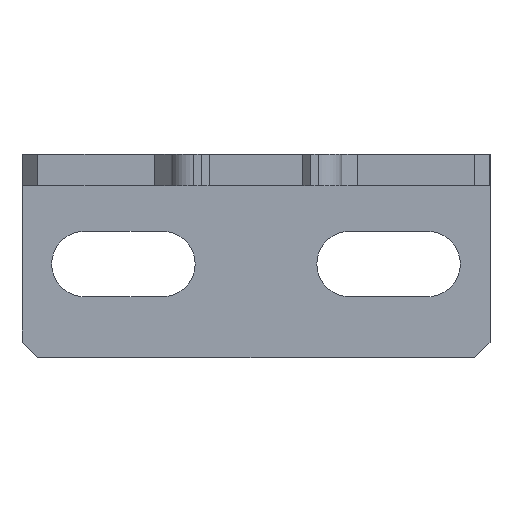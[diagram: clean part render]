
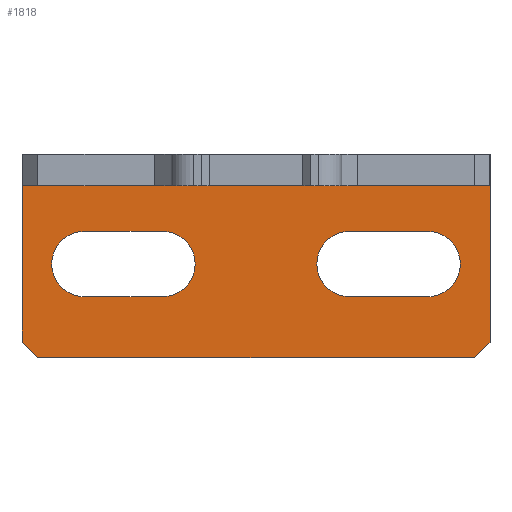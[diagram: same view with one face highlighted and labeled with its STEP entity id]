
A CAD part, front view. The second image highlights one B-rep face of the part: STEP entity #1818.
In plain terms, the highlighted planar face has unit normal (0, -1, 0).
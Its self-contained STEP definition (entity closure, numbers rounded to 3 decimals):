
#130=CARTESIAN_POINT('',(15.,32.1,0.));
#131=VERTEX_POINT('',#130);
#132=CARTESIAN_POINT('',(-15.,32.1,0.));
#133=VERTEX_POINT('',#132);
#134=CARTESIAN_POINT('',(15.,32.1,0.));
#135=DIRECTION('',(-1.0,0.0,0.0));
#136=VECTOR('',#135,30.);
#137=LINE('',#134,#136);
#138=EDGE_CURVE('',#131,#133,#137,.T.);
#1307=CARTESIAN_POINT('',(-15.,32.1,-10.03));
#1308=VERTEX_POINT('',#1307);
#1315=CARTESIAN_POINT('',(-15.,32.1,-10.03));
#1316=DIRECTION('',(0.0,0.0,1.0));
#1317=VECTOR('',#1316,10.03);
#1318=LINE('',#1315,#1317);
#1319=EDGE_CURVE('',#1308,#133,#1318,.T.);
#1457=CARTESIAN_POINT('',(6.,32.1,-2.929));
#1458=VERTEX_POINT('',#1457);
#1465=CARTESIAN_POINT('',(6.,32.1,-7.13));
#1466=VERTEX_POINT('',#1465);
#1467=CARTESIAN_POINT('',(6.,32.1,-5.029));
#1468=DIRECTION('',(0.0,-1.0,0.0));
#1469=DIRECTION('',(-1.0,0.0,0.0));
#1470=AXIS2_PLACEMENT_3D('',#1467,#1468,#1469);
#1471=CIRCLE('',#1470,2.1);
#1472=EDGE_CURVE('',#1458,#1466,#1471,.T.);
#1489=CARTESIAN_POINT('',(11.001,32.1,-2.929));
#1490=VERTEX_POINT('',#1489);
#1497=CARTESIAN_POINT('',(11.001,32.1,-2.929));
#1498=DIRECTION('',(-1.0,0.0,0.0));
#1499=VECTOR('',#1498,5.001);
#1500=LINE('',#1497,#1499);
#1501=EDGE_CURVE('',#1490,#1458,#1500,.T.);
#1513=CARTESIAN_POINT('',(11.001,32.1,-7.13));
#1514=VERTEX_POINT('',#1513);
#1521=CARTESIAN_POINT('',(11.001,32.1,-5.029));
#1522=DIRECTION('',(0.0,-1.0,0.0));
#1523=DIRECTION('',(1.0,0.0,0.0));
#1524=AXIS2_PLACEMENT_3D('',#1521,#1522,#1523);
#1525=CIRCLE('',#1524,2.1);
#1526=EDGE_CURVE('',#1514,#1490,#1525,.T.);
#1539=CARTESIAN_POINT('',(6.,32.1,-7.13));
#1540=DIRECTION('',(1.0,0.0,0.0));
#1541=VECTOR('',#1540,5.001);
#1542=LINE('',#1539,#1541);
#1543=EDGE_CURVE('',#1466,#1514,#1542,.T.);
#1555=CARTESIAN_POINT('',(-6.,32.1,-7.13));
#1556=VERTEX_POINT('',#1555);
#1563=CARTESIAN_POINT('',(-6.,32.1,-2.929));
#1564=VERTEX_POINT('',#1563);
#1565=CARTESIAN_POINT('',(-6.,32.1,-5.029));
#1566=DIRECTION('',(0.0,-1.0,0.0));
#1567=DIRECTION('',(1.0,0.0,0.0));
#1568=AXIS2_PLACEMENT_3D('',#1565,#1566,#1567);
#1569=CIRCLE('',#1568,2.1);
#1570=EDGE_CURVE('',#1556,#1564,#1569,.T.);
#1587=CARTESIAN_POINT('',(-11.,32.1,-7.13));
#1588=VERTEX_POINT('',#1587);
#1595=CARTESIAN_POINT('',(-11.,32.1,-7.13));
#1596=DIRECTION('',(1.0,0.0,0.0));
#1597=VECTOR('',#1596,5.);
#1598=LINE('',#1595,#1597);
#1599=EDGE_CURVE('',#1588,#1556,#1598,.T.);
#1611=CARTESIAN_POINT('',(-11.,32.1,-2.929));
#1612=VERTEX_POINT('',#1611);
#1619=CARTESIAN_POINT('',(-11.,32.1,-5.029));
#1620=DIRECTION('',(0.0,-1.0,0.0));
#1621=DIRECTION('',(-1.0,0.0,0.0));
#1622=AXIS2_PLACEMENT_3D('',#1619,#1620,#1621);
#1623=CIRCLE('',#1622,2.1);
#1624=EDGE_CURVE('',#1612,#1588,#1623,.T.);
#1637=CARTESIAN_POINT('',(-6.,32.1,-2.929));
#1638=DIRECTION('',(-1.0,0.0,0.0));
#1639=VECTOR('',#1638,5.);
#1640=LINE('',#1637,#1639);
#1641=EDGE_CURVE('',#1564,#1612,#1640,.T.);
#1653=CARTESIAN_POINT('',(14.001,32.1,-11.029));
#1654=VERTEX_POINT('',#1653);
#1661=CARTESIAN_POINT('',(-13.999,32.1,-11.029));
#1662=VERTEX_POINT('',#1661);
#1663=CARTESIAN_POINT('',(14.001,32.1,-11.029));
#1664=DIRECTION('',(-1.0,0.0,0.0));
#1665=VECTOR('',#1664,28.);
#1666=LINE('',#1663,#1665);
#1667=EDGE_CURVE('',#1654,#1662,#1666,.T.);
#1684=CARTESIAN_POINT('',(15.,32.1,-10.03));
#1685=VERTEX_POINT('',#1684);
#1692=CARTESIAN_POINT('',(15.,32.1,-10.03));
#1693=DIRECTION('',(-0.707,0.0,-0.707));
#1694=VECTOR('',#1693,1.413);
#1695=LINE('',#1692,#1694);
#1696=EDGE_CURVE('',#1685,#1654,#1695,.T.);
#1707=CARTESIAN_POINT('',(15.,32.1,0.));
#1708=DIRECTION('',(0.0,0.0,-1.0));
#1709=VECTOR('',#1708,10.03);
#1710=LINE('',#1707,#1709);
#1711=EDGE_CURVE('',#131,#1685,#1710,.T.);
#1783=CARTESIAN_POINT('',(-13.999,32.1,-11.029));
#1784=DIRECTION('',(-0.707,0.0,0.707));
#1785=VECTOR('',#1784,1.414);
#1786=LINE('',#1783,#1785);
#1787=EDGE_CURVE('',#1662,#1308,#1786,.T.);
#1793=CARTESIAN_POINT('',(0.,32.1,-4.42));
#1794=DIRECTION('',(0.0,1.0,0.0));
#1795=DIRECTION('',(1.0,0.0,0.0));
#1796=AXIS2_PLACEMENT_3D('',#1793,#1794,#1795);
#1797=PLANE('',#1796);
#1798=ORIENTED_EDGE('',*,*,#138,.T.);
#1799=ORIENTED_EDGE('',*,*,#1319,.F.);
#1800=ORIENTED_EDGE('',*,*,#1787,.F.);
#1801=ORIENTED_EDGE('',*,*,#1667,.F.);
#1802=ORIENTED_EDGE('',*,*,#1696,.F.);
#1803=ORIENTED_EDGE('',*,*,#1711,.F.);
#1804=EDGE_LOOP('',(#1798,#1799,#1800,#1801,#1802,#1803));
#1805=FACE_OUTER_BOUND('',#1804,.T.);
#1806=ORIENTED_EDGE('',*,*,#1641,.F.);
#1807=ORIENTED_EDGE('',*,*,#1570,.F.);
#1808=ORIENTED_EDGE('',*,*,#1599,.F.);
#1809=ORIENTED_EDGE('',*,*,#1624,.F.);
#1810=EDGE_LOOP('',(#1806,#1807,#1808,#1809));
#1811=FACE_BOUND('',#1810,.T.);
#1812=ORIENTED_EDGE('',*,*,#1543,.F.);
#1813=ORIENTED_EDGE('',*,*,#1472,.F.);
#1814=ORIENTED_EDGE('',*,*,#1501,.F.);
#1815=ORIENTED_EDGE('',*,*,#1526,.F.);
#1816=EDGE_LOOP('',(#1812,#1813,#1814,#1815));
#1817=FACE_BOUND('',#1816,.T.);
#1818=ADVANCED_FACE('',(#1805,#1811,#1817),#1797,.F.);
